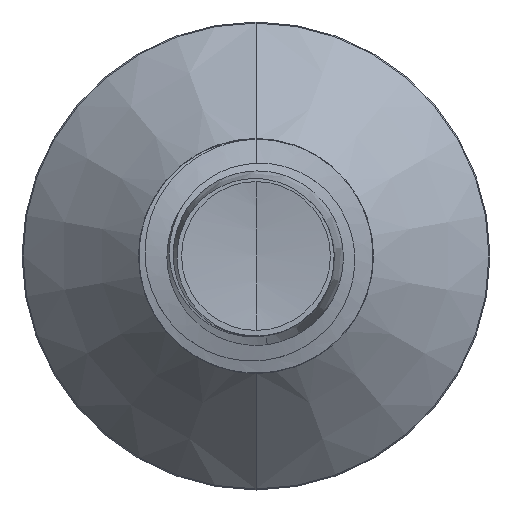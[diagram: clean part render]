
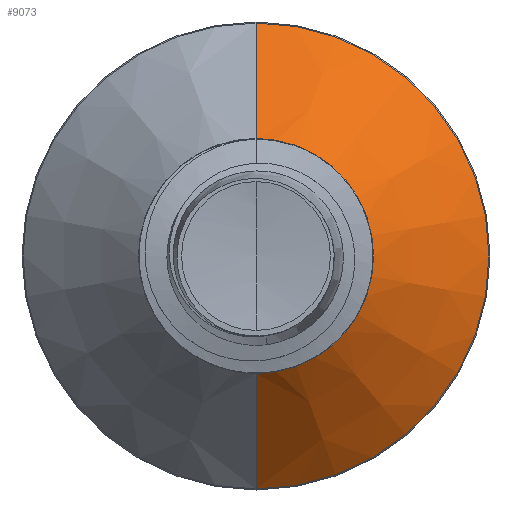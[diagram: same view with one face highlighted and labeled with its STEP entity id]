
A CAD part, front view. The second image highlights one B-rep face of the part: STEP entity #9073.
In plain terms, the highlighted conical face has half-angle 45 degrees and reference radius 1.256 mm.
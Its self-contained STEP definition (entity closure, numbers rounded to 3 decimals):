
#169 = CARTESIAN_POINT ( 'NONE',  ( 0., 2.439, 2.489 ) ) ;
#536 = EDGE_CURVE ( 'NONE', #3888, #7933, #5593, .T. ) ;
#731 = AXIS2_PLACEMENT_3D ( 'NONE', #5122, #5335, #6804 ) ;
#912 = CARTESIAN_POINT ( 'NONE',  ( 0., 2.439, -2.489 ) ) ;
#2229 = LINE ( 'NONE', #6779, #9273 ) ;
#2818 = CARTESIAN_POINT ( 'NONE',  ( 0., 1.206, 0. ) ) ;
#3207 = VERTEX_POINT ( 'NONE', #8023 ) ;
#3888 = VERTEX_POINT ( 'NONE', #169 ) ;
#4173 = DIRECTION ( 'NONE',  ( 0., 1., 0. ) ) ;
#4205 = AXIS2_PLACEMENT_3D ( 'NONE', #2818, #5077, #9993 ) ;
#4624 = CARTESIAN_POINT ( 'NONE',  ( 0., 1.206, 1.256 ) ) ;
#4634 = EDGE_CURVE ( 'NONE', #9440, #7933, #2229, .T. ) ;
#4905 = ORIENTED_EDGE ( 'NONE', *, *, #536, .F. ) ;
#4972 = FACE_OUTER_BOUND ( 'NONE', #7494, .T. ) ;
#5077 = DIRECTION ( 'NONE',  ( 0., 1., 0. ) ) ;
#5122 = CARTESIAN_POINT ( 'NONE',  ( 0., 2.439, 0. ) ) ;
#5238 = ORIENTED_EDGE ( 'NONE', *, *, #9445, .F. ) ;
#5335 = DIRECTION ( 'NONE',  ( 0., 1., 0. ) ) ;
#5340 = CARTESIAN_POINT ( 'NONE',  ( 0., 1.206, -1.256 ) ) ;
#5593 = CIRCLE ( 'NONE', #731, 2.489 ) ;
#6370 = AXIS2_PLACEMENT_3D ( 'NONE', #8463, #4173, #9103 ) ;
#6779 = CARTESIAN_POINT ( 'NONE',  ( 0., 1.206, -1.256 ) ) ;
#6804 = DIRECTION ( 'NONE',  ( 0., 0., 1. ) ) ;
#7046 = VECTOR ( 'NONE', #7578, 1000. ) ;
#7494 = EDGE_LOOP ( 'NONE', ( #8983, #8777, #4905, #5238 ) ) ;
#7578 = DIRECTION ( 'NONE',  ( 0., 0.707, 0.707 ) ) ;
#7933 = VERTEX_POINT ( 'NONE', #912 ) ;
#8023 = CARTESIAN_POINT ( 'NONE',  ( 0., 1.206, 1.256 ) ) ;
#8463 = CARTESIAN_POINT ( 'NONE',  ( 0., 1.206, 0. ) ) ;
#8777 = ORIENTED_EDGE ( 'NONE', *, *, #4634, .T. ) ;
#8790 = DIRECTION ( 'NONE',  ( 0., 0.707, -0.707 ) ) ;
#8812 = LINE ( 'NONE', #4624, #7046 ) ;
#8879 = EDGE_CURVE ( 'NONE', #3207, #9440, #9558, .T. ) ;
#8983 = ORIENTED_EDGE ( 'NONE', *, *, #8879, .T. ) ;
#9073 = ADVANCED_FACE ( 'NONE', ( #4972 ), #9924, .T. ) ;
#9103 = DIRECTION ( 'NONE',  ( 0., 0., 1. ) ) ;
#9273 = VECTOR ( 'NONE', #8790, 1000. ) ;
#9440 = VERTEX_POINT ( 'NONE', #5340 ) ;
#9445 = EDGE_CURVE ( 'NONE', #3207, #3888, #8812, .T. ) ;
#9558 = CIRCLE ( 'NONE', #6370, 1.256 ) ;
#9924 = CONICAL_SURFACE ( 'NONE', #4205, 1.256, 0.785 ) ;
#9993 = DIRECTION ( 'NONE',  ( 0., 0., 1. ) ) ;
